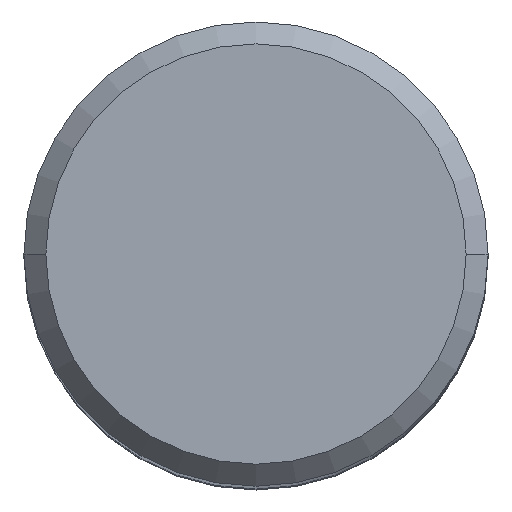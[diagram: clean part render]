
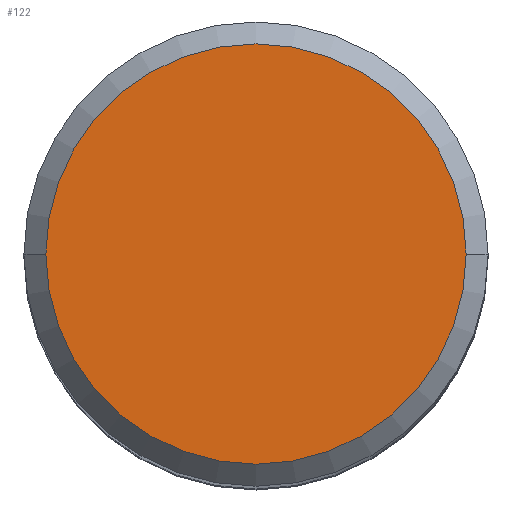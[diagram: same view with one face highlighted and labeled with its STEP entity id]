
A CAD part, top view. The second image highlights one B-rep face of the part: STEP entity #122.
In plain terms, the highlighted planar face has unit normal (0, 0, 1).
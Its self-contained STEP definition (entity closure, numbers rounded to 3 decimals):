
#32=PLANE('',#986);
#122=ADVANCED_FACE('',(#184),#32,.F.);
#184=FACE_OUTER_BOUND('',#234,.T.);
#234=EDGE_LOOP('',(#414,#415,#416,#417));
#414=ORIENTED_EDGE('',*,*,#622,.T.);
#415=ORIENTED_EDGE('',*,*,#623,.T.);
#416=ORIENTED_EDGE('',*,*,#624,.T.);
#417=ORIENTED_EDGE('',*,*,#625,.T.);
#519=VERTEX_POINT('',#2118);
#520=VERTEX_POINT('',#2119);
#521=VERTEX_POINT('',#2121);
#522=VERTEX_POINT('',#2123);
#622=EDGE_CURVE('',#519,#520,#736,.T.);
#623=EDGE_CURVE('',#520,#521,#737,.T.);
#624=EDGE_CURVE('',#521,#522,#738,.T.);
#625=EDGE_CURVE('',#522,#519,#739,.T.);
#736=CIRCLE('',#982,11.5);
#737=CIRCLE('',#983,11.5);
#738=CIRCLE('',#984,11.5);
#739=CIRCLE('',#985,11.5);
#982=AXIS2_PLACEMENT_3D('',#2117,#1197,#1198);
#983=AXIS2_PLACEMENT_3D('',#2120,#1199,#1200);
#984=AXIS2_PLACEMENT_3D('',#2122,#1201,#1202);
#985=AXIS2_PLACEMENT_3D('',#2124,#1203,#1204);
#986=AXIS2_PLACEMENT_3D('',#2125,#1205,#1206);
#1197=DIRECTION('',(0.,0.,1.));
#1198=DIRECTION('',(0.,1.,0.));
#1199=DIRECTION('',(0.,0.,1.));
#1200=DIRECTION('',(-1.,0.,0.));
#1201=DIRECTION('',(0.,0.,1.));
#1202=DIRECTION('',(0.,-1.,0.));
#1203=DIRECTION('',(0.,0.,1.));
#1204=DIRECTION('',(1.,0.,0.));
#1205=DIRECTION('',(0.,0.,-1.));
#1206=DIRECTION('',(-1.,0.,0.));
#2117=CARTESIAN_POINT('',(0.,0.,43.656));
#2118=CARTESIAN_POINT('',(0.,11.5,43.656));
#2119=CARTESIAN_POINT('',(-11.5,0.,43.656));
#2120=CARTESIAN_POINT('',(0.,0.,43.656));
#2121=CARTESIAN_POINT('',(0.,-11.5,43.656));
#2122=CARTESIAN_POINT('',(0.,0.,43.656));
#2123=CARTESIAN_POINT('',(11.5,0.,43.656));
#2124=CARTESIAN_POINT('',(0.,0.,43.656));
#2125=CARTESIAN_POINT('',(0.,0.,43.656));
